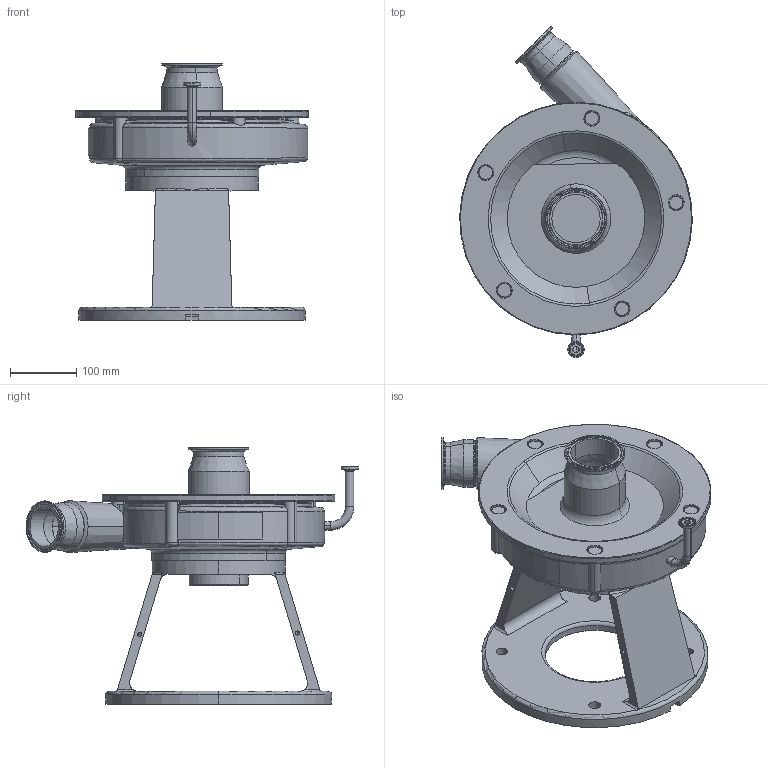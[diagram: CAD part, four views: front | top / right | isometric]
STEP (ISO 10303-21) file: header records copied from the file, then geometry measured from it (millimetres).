
FILE_DESCRIPTION (( 'STEP AP214' ), '1' );
FILE_NAME ('FPX 3551-3552 320TSC 45L 1-2 IN ELBOW FRONT DRAIN.STEP', '2023-01-16T17:57:51', ( '' ), ( '' ), 'SwSTEP 2.0', 'SolidWorks 2021', '' );
FILE_SCHEMA (( 'AUTOMOTIVE_DESIGN' ));
Length unit declared in the file: millimetre
Products named in the file (1): FPX 3551-3552 320TSC 45L 1-2 IN ELBOW FRONT DRAIN
Bounding box: 349.95 x 499.4 x 386.5 mm (x, y, z)
Volume: 8167496 mm3; surface area: 822893.4 mm2
Topology: 1 solids, 2 shells, 431 faces, 1059 edges, 641 vertices
Faces by surface type: cylinder 154, plane 83, cone 81, torus 71, bspline 36, sphere 6
Entity records: 17632 total; most frequent: CARTESIAN_POINT 7648, DIRECTION 2135, ORIENTED_EDGE 2084, EDGE_CURVE 1042, AXIS2_PLACEMENT_3D 905, VERTEX_POINT 641, CIRCLE 509, EDGE_LOOP 481
